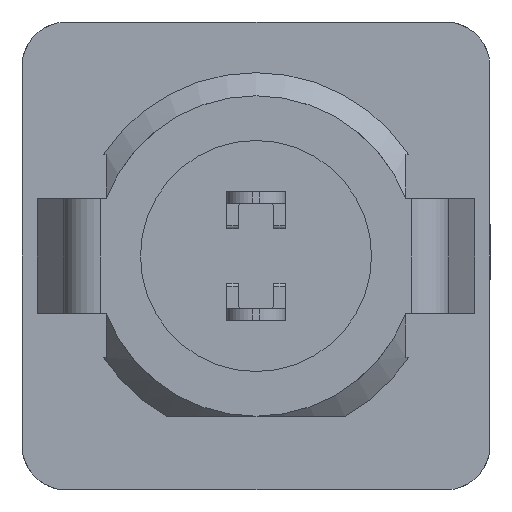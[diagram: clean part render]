
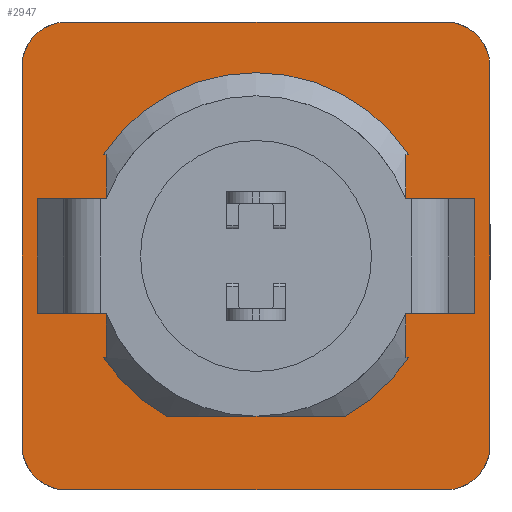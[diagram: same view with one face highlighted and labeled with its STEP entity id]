
A CAD part, front view. The second image highlights one B-rep face of the part: STEP entity #2947.
In plain terms, the highlighted planar face has unit normal (0, -1, 0).
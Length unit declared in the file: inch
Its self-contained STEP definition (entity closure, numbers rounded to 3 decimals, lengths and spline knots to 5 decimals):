
#36=FACE_BOUND('',#452,.T.);
#97=PLANE('',#3214);
#289=FACE_OUTER_BOUND('',#451,.T.);
#451=EDGE_LOOP('',(#2359,#2360,#2361,#2362,#2363,#2364,#2365,#2366));
#452=EDGE_LOOP('',(#2367,#2368,#2369,#2370,#2371,#2372,#2373,#2374,#2375,
#2376));
#695=LINE('',#4985,#926);
#700=LINE('',#5003,#931);
#704=LINE('',#5022,#935);
#706=LINE('',#5030,#937);
#707=LINE('',#5034,#938);
#708=LINE('',#5038,#939);
#709=LINE('',#5042,#940);
#710=LINE('',#5046,#941);
#711=LINE('',#5051,#942);
#712=LINE('',#5054,#943);
#713=LINE('',#5056,#944);
#926=VECTOR('',#3826,0.3937);
#931=VECTOR('',#3833,0.3937);
#935=VECTOR('',#3845,0.3937);
#937=VECTOR('',#3849,0.3937);
#938=VECTOR('',#3852,0.3937);
#939=VECTOR('',#3855,0.3937);
#940=VECTOR('',#3858,0.3937);
#941=VECTOR('',#3861,0.3937);
#942=VECTOR('',#3866,0.3937);
#943=VECTOR('',#3869,0.3937);
#944=VECTOR('',#3870,0.3937);
#1072=CIRCLE('',#3215,0.06);
#1073=CIRCLE('',#3216,0.06);
#1074=CIRCLE('',#3217,0.06);
#1075=CIRCLE('',#3218,0.06);
#1076=CIRCLE('',#3219,0.246);
#1077=CIRCLE('',#3220,0.246);
#1078=CIRCLE('',#3221,0.246);
#1304=VERTEX_POINT('',#4982);
#1305=VERTEX_POINT('',#4984);
#1310=VERTEX_POINT('',#5000);
#1311=VERTEX_POINT('',#5002);
#1316=VERTEX_POINT('',#5020);
#1318=VERTEX_POINT('',#5025);
#1319=VERTEX_POINT('',#5032);
#1320=VERTEX_POINT('',#5033);
#1321=VERTEX_POINT('',#5035);
#1322=VERTEX_POINT('',#5037);
#1323=VERTEX_POINT('',#5039);
#1324=VERTEX_POINT('',#5041);
#1325=VERTEX_POINT('',#5043);
#1326=VERTEX_POINT('',#5045);
#1327=VERTEX_POINT('',#5048);
#1328=VERTEX_POINT('',#5050);
#1329=VERTEX_POINT('',#5052);
#1330=VERTEX_POINT('',#5055);
#1671=EDGE_CURVE('',#1304,#1305,#695,.T.);
#1678=EDGE_CURVE('',#1311,#1310,#700,.T.);
#1686=EDGE_CURVE('',#1304,#1316,#704,.T.);
#1689=EDGE_CURVE('',#1305,#1318,#706,.T.);
#1690=EDGE_CURVE('',#1319,#1320,#707,.T.);
#1691=EDGE_CURVE('',#1321,#1320,#1072,.T.);
#1692=EDGE_CURVE('',#1321,#1322,#708,.T.);
#1693=EDGE_CURVE('',#1323,#1322,#1073,.T.);
#1694=EDGE_CURVE('',#1323,#1324,#709,.T.);
#1695=EDGE_CURVE('',#1325,#1324,#1074,.T.);
#1696=EDGE_CURVE('',#1325,#1326,#710,.T.);
#1697=EDGE_CURVE('',#1319,#1326,#1075,.T.);
#1698=EDGE_CURVE('',#1316,#1327,#1076,.T.);
#1699=EDGE_CURVE('',#1327,#1328,#711,.T.);
#1700=EDGE_CURVE('',#1328,#1329,#1077,.T.);
#1701=EDGE_CURVE('',#1311,#1329,#712,.T.);
#1702=EDGE_CURVE('',#1310,#1330,#713,.T.);
#1703=EDGE_CURVE('',#1330,#1318,#1078,.T.);
#2359=ORIENTED_EDGE('',*,*,#1690,.T.);
#2360=ORIENTED_EDGE('',*,*,#1691,.F.);
#2361=ORIENTED_EDGE('',*,*,#1692,.T.);
#2362=ORIENTED_EDGE('',*,*,#1693,.F.);
#2363=ORIENTED_EDGE('',*,*,#1694,.T.);
#2364=ORIENTED_EDGE('',*,*,#1695,.F.);
#2365=ORIENTED_EDGE('',*,*,#1696,.T.);
#2366=ORIENTED_EDGE('',*,*,#1697,.F.);
#2367=ORIENTED_EDGE('',*,*,#1698,.T.);
#2368=ORIENTED_EDGE('',*,*,#1699,.T.);
#2369=ORIENTED_EDGE('',*,*,#1700,.T.);
#2370=ORIENTED_EDGE('',*,*,#1701,.F.);
#2371=ORIENTED_EDGE('',*,*,#1678,.T.);
#2372=ORIENTED_EDGE('',*,*,#1702,.T.);
#2373=ORIENTED_EDGE('',*,*,#1703,.T.);
#2374=ORIENTED_EDGE('',*,*,#1689,.F.);
#2375=ORIENTED_EDGE('',*,*,#1671,.F.);
#2376=ORIENTED_EDGE('',*,*,#1686,.T.);
#2947=ADVANCED_FACE('',(#289,#36),#97,.T.);
#3214=AXIS2_PLACEMENT_3D('',#5031,#3850,#3851);
#3215=AXIS2_PLACEMENT_3D('',#5036,#3853,#3854);
#3216=AXIS2_PLACEMENT_3D('',#5040,#3856,#3857);
#3217=AXIS2_PLACEMENT_3D('',#5044,#3859,#3860);
#3218=AXIS2_PLACEMENT_3D('',#5047,#3862,#3863);
#3219=AXIS2_PLACEMENT_3D('',#5049,#3864,#3865);
#3220=AXIS2_PLACEMENT_3D('',#5053,#3867,#3868);
#3221=AXIS2_PLACEMENT_3D('',#5057,#3871,#3872);
#3826=DIRECTION('',(0.,0.,1.));
#3833=DIRECTION('',(0.,0.,1.));
#3845=DIRECTION('',(1.,0.,0.));
#3849=DIRECTION('',(1.,0.,0.));
#3850=DIRECTION('center_axis',(0.,-1.,0.));
#3851=DIRECTION('ref_axis',(0.,0.,-1.));
#3852=DIRECTION('',(0.,0.,1.));
#3853=DIRECTION('center_axis',(0.,1.,0.));
#3854=DIRECTION('ref_axis',(0.707,0.,0.707));
#3855=DIRECTION('',(-1.,0.,0.));
#3856=DIRECTION('center_axis',(0.,1.,0.));
#3857=DIRECTION('ref_axis',(-0.707,0.,0.707));
#3858=DIRECTION('',(0.,0.,-1.));
#3859=DIRECTION('center_axis',(0.,1.,0.));
#3860=DIRECTION('ref_axis',(-0.707,0.,-0.707));
#3861=DIRECTION('',(1.,0.,0.));
#3862=DIRECTION('center_axis',(0.,1.,0.));
#3863=DIRECTION('ref_axis',(0.707,0.,-0.707));
#3864=DIRECTION('center_axis',(0.,1.,0.));
#3865=DIRECTION('ref_axis',(1.,0.,0.));
#3866=DIRECTION('',(-1.,0.,0.));
#3867=DIRECTION('center_axis',(0.,1.,0.));
#3868=DIRECTION('ref_axis',(1.,0.,0.));
#3869=DIRECTION('',(-1.,0.,0.));
#3870=DIRECTION('',(-1.,0.,0.));
#3871=DIRECTION('center_axis',(0.,1.,0.));
#3872=DIRECTION('ref_axis',(1.,0.,0.));
#4982=CARTESIAN_POINT('',(-0.05441,0.24549,-0.136));
#4984=CARTESIAN_POINT('',(-0.05441,0.24549,0.136));
#4985=CARTESIAN_POINT('',(-0.05441,0.24549,-0.136));
#5000=CARTESIAN_POINT('',(-0.45641,0.24549,0.136));
#5002=CARTESIAN_POINT('',(-0.45641,0.24549,-0.136));
#5003=CARTESIAN_POINT('',(-0.45641,0.24549,-0.136));
#5020=CARTESIAN_POINT('',(-0.05042,0.24549,-0.136));
#5022=CARTESIAN_POINT('',(-0.05441,0.24549,-0.136));
#5025=CARTESIAN_POINT('',(-0.05042,0.24549,0.136));
#5030=CARTESIAN_POINT('',(-0.05441,0.24549,0.136));
#5031=CARTESIAN_POINT('Origin',(-0.25541,0.24549,0.));
#5032=CARTESIAN_POINT('',(0.05859,0.24549,-0.254));
#5033=CARTESIAN_POINT('',(0.05859,0.24549,0.254));
#5034=CARTESIAN_POINT('',(0.05859,0.24549,0.314));
#5035=CARTESIAN_POINT('',(-0.00141,0.24549,0.314));
#5036=CARTESIAN_POINT('Origin',(-0.00141,0.24549,0.254));
#5037=CARTESIAN_POINT('',(-0.50941,0.24549,0.314));
#5038=CARTESIAN_POINT('',(-0.56941,0.24549,0.314));
#5039=CARTESIAN_POINT('',(-0.56941,0.24549,0.254));
#5040=CARTESIAN_POINT('Origin',(-0.50941,0.24549,0.254));
#5041=CARTESIAN_POINT('',(-0.56941,0.24549,-0.254));
#5042=CARTESIAN_POINT('',(-0.56941,0.24549,-0.314));
#5043=CARTESIAN_POINT('',(-0.50941,0.24549,-0.314));
#5044=CARTESIAN_POINT('Origin',(-0.50941,0.24549,-0.254));
#5045=CARTESIAN_POINT('',(-0.00141,0.24549,-0.314));
#5046=CARTESIAN_POINT('',(0.05859,0.24549,-0.314));
#5047=CARTESIAN_POINT('Origin',(-0.00141,0.24549,
-0.254));
#5048=CARTESIAN_POINT('',(-0.13587,0.24549,-0.215));
#5049=CARTESIAN_POINT('Origin',(-0.25541,0.24549,0.));
#5050=CARTESIAN_POINT('',(-0.37496,0.24549,-0.215));
#5051=CARTESIAN_POINT('',(-0.00141,0.24549,-0.215));
#5052=CARTESIAN_POINT('',(-0.4604,0.24549,-0.136));
#5053=CARTESIAN_POINT('Origin',(-0.25541,0.24549,0.));
#5054=CARTESIAN_POINT('',(-0.45641,0.24549,-0.136));
#5055=CARTESIAN_POINT('',(-0.4604,0.24549,0.136));
#5056=CARTESIAN_POINT('',(-0.45641,0.24549,0.136));
#5057=CARTESIAN_POINT('Origin',(-0.25541,0.24549,0.));
